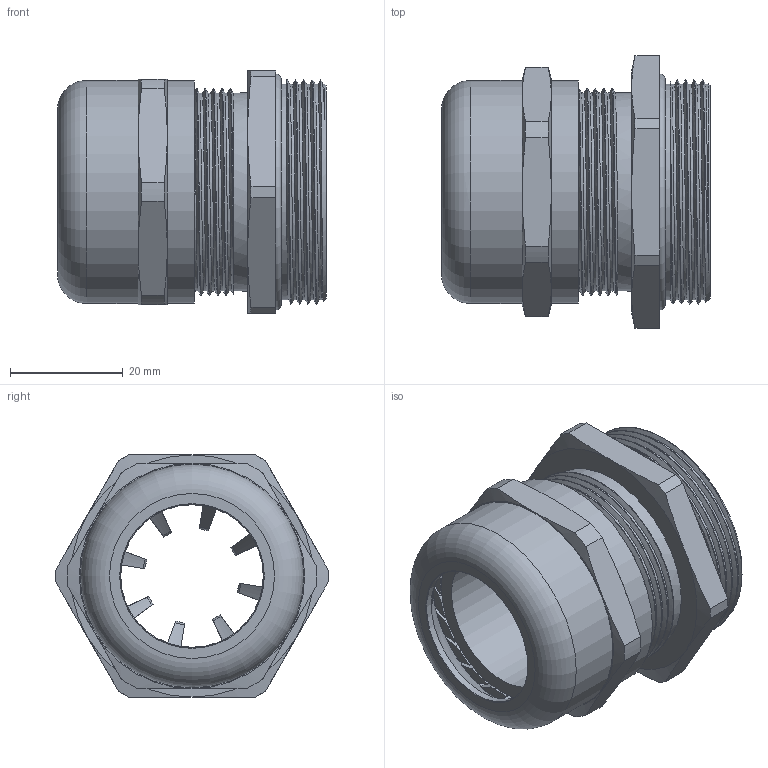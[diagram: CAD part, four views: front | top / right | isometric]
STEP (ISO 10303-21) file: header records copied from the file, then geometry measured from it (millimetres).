
FILE_DESCRIPTION(/* description */ ('Euro-Top-EMV 2. Gen. M 40x1,5'),/* implementation_level */ '2;1');
FILE_NAME(/* name */ '61080540-RST.stp',/* time_stamp */ '2020-02-13T10:19:39+01:00',/* author */ ('sl'),/* organization */ (''),/* preprocessor_version */ 'ST-DEVELOPER v16.5',/* originating_system */ 'Autodesk Inventor 2017',/* authorisation */ '');
FILE_SCHEMA (('AUTOMOTIVE_DESIGN { 1 0 10303 214 3 1 1 }'));
Length unit declared in the file: millimetre
Products named in the file (7): 61080540; 61080540_1; 61080540_2; 61080540_3; 61080540_4; 61080540_5; 61080540_6
Assembly tree (6 placements, depth 2):
  61080540
    61080540_1
    61080540_2
    61080540_3
    61080540_4
    61080540_5
    61080540_6
Bounding box: 47.74 x 48.47 x 43 mm (x, y, z)
Volume: 25133.4 mm3; surface area: 29756.6 mm2
Topology: 6 solids, 6 shells, 493 faces, 1386 edges, 911 vertices
Faces by surface type: plane 215, cylinder 174, cone 51, torus 47, bspline 6
Full cylindrical faces by diameter (mm): 25.32 x1, 25.48 x1, 26 x1, 28.52 x1, 29.21 x1, 30.42 x1, 30.64 x1, 30.7 x1, 31.2 x1, 32.08 x1, 32.43 x1, 32.59 x1, 33 x1, 35.178 x6, 35.36 x2, 37.142 x10, 38.298 x5, 39.62 x2
Entity records: 20295 total; most frequent: CARTESIAN_POINT 8135, ORIENTED_EDGE 2566, DIRECTION 2496, EDGE_CURVE 1283, AXIS2_PLACEMENT_3D 961, VERTEX_POINT 860, LINE 574, VECTOR 574
